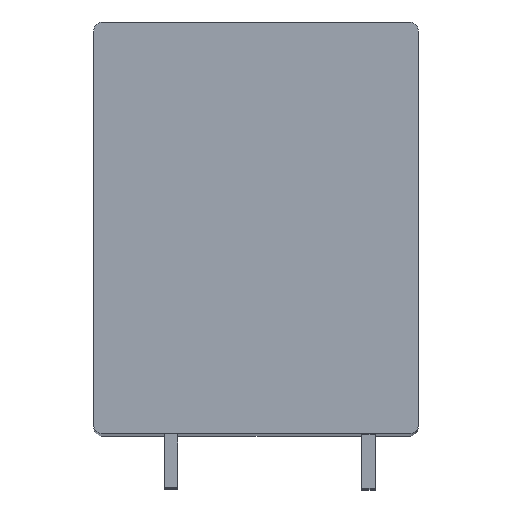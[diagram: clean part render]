
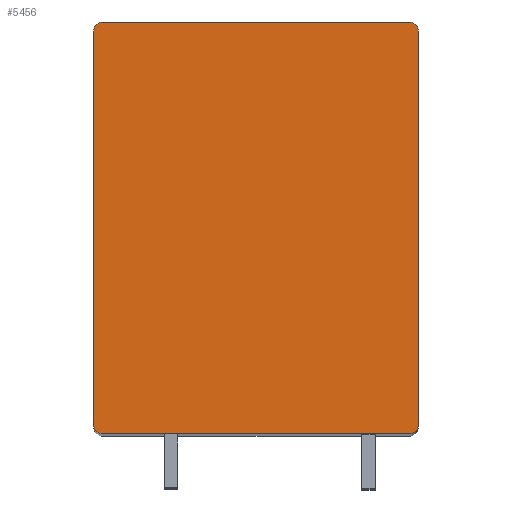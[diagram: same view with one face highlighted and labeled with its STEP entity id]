
A CAD part, top view. The second image highlights one B-rep face of the part: STEP entity #5456.
In plain terms, the highlighted planar face has unit normal (0, 0, 1).
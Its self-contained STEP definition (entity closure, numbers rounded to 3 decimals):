
#541=CARTESIAN_POINT('',(11.65,14.95,5.));
#542=DIRECTION('',(0.,0.,1.));
#543=DIRECTION('',(1.,0.,0.));
#544=AXIS2_PLACEMENT_3D('',#541,#542,#543);
#546=DIRECTION('',(0.,1.,0.));
#547=VECTOR('',#546,29.9);
#548=CARTESIAN_POINT('',(12.35,-14.95,5.));
#549=LINE('',#548,#547);
#550=CARTESIAN_POINT('',(11.65,-14.95,5.));
#551=DIRECTION('',(0.,0.,1.));
#552=DIRECTION('',(0.,-1.,0.));
#553=AXIS2_PLACEMENT_3D('',#550,#551,#552);
#555=DIRECTION('',(1.,0.,0.));
#556=VECTOR('',#555,23.3);
#557=CARTESIAN_POINT('',(-11.65,-15.65,5.));
#558=LINE('',#557,#556);
#559=CARTESIAN_POINT('',(-11.65,-14.95,5.));
#560=DIRECTION('',(0.,0.,1.));
#561=DIRECTION('',(-1.,0.,0.));
#562=AXIS2_PLACEMENT_3D('',#559,#560,#561);
#564=DIRECTION('',(0.,-1.,0.));
#565=VECTOR('',#564,29.9);
#566=CARTESIAN_POINT('',(-12.35,14.95,5.));
#567=LINE('',#566,#565);
#568=CARTESIAN_POINT('',(-11.65,14.95,5.));
#569=DIRECTION('',(0.,0.,1.));
#570=DIRECTION('',(0.,1.,0.));
#571=AXIS2_PLACEMENT_3D('',#568,#569,#570);
#573=DIRECTION('',(-1.,0.,0.));
#574=VECTOR('',#573,23.3);
#575=CARTESIAN_POINT('',(11.65,15.65,5.));
#576=LINE('',#575,#574);
#3929=CARTESIAN_POINT('',(12.35,14.95,5.));
#3930=VERTEX_POINT('',#3929);
#3931=CARTESIAN_POINT('',(11.65,15.65,5.));
#3932=VERTEX_POINT('',#3931);
#3937=CARTESIAN_POINT('',(11.65,-15.65,5.));
#3938=VERTEX_POINT('',#3937);
#3939=CARTESIAN_POINT('',(12.35,-14.95,5.));
#3940=VERTEX_POINT('',#3939);
#3945=CARTESIAN_POINT('',(-12.35,-14.95,5.));
#3946=VERTEX_POINT('',#3945);
#3947=CARTESIAN_POINT('',(-11.65,-15.65,5.));
#3948=VERTEX_POINT('',#3947);
#3953=CARTESIAN_POINT('',(-11.65,15.65,5.));
#3954=CARTESIAN_POINT('',(-12.35,14.95,5.));
#3955=VERTEX_POINT('',#3953);
#3956=VERTEX_POINT('',#3954);
#5440=CARTESIAN_POINT('',(0.,0.,5.));
#5441=DIRECTION('',(0.,0.,1.));
#5442=DIRECTION('',(1.,0.,0.));
#5443=AXIS2_PLACEMENT_3D('',#5440,#5441,#5442);
#5444=PLANE('',#5443);
#5445=ORIENTED_EDGE('',*,*,#5049,.F.);
#5446=ORIENTED_EDGE('',*,*,#5065,.F.);
#5447=ORIENTED_EDGE('',*,*,#5078,.F.);
#5448=ORIENTED_EDGE('',*,*,#5093,.F.);
#5449=ORIENTED_EDGE('',*,*,#5406,.F.);
#5450=ORIENTED_EDGE('',*,*,#5421,.F.);
#5451=ORIENTED_EDGE('',*,*,#5431,.F.);
#5453=ORIENTED_EDGE('',*,*,#5452,.F.);
#5454=EDGE_LOOP('',(#5445,#5446,#5447,#5448,#5449,#5450,#5451,#5453));
#5455=FACE_OUTER_BOUND('',#5454,.F.);
#5456=ADVANCED_FACE('',(#5455),#5444,.T.);
#545=CIRCLE('',#544,0.7);
#554=CIRCLE('',#553,0.7);
#563=CIRCLE('',#562,0.7);
#572=CIRCLE('',#571,0.7);
#5049=EDGE_CURVE('',#3930,#3932,#545,.T.);
#5065=EDGE_CURVE('',#3940,#3930,#549,.T.);
#5078=EDGE_CURVE('',#3938,#3940,#554,.T.);
#5093=EDGE_CURVE('',#3948,#3938,#558,.T.);
#5406=EDGE_CURVE('',#3946,#3948,#563,.T.);
#5421=EDGE_CURVE('',#3956,#3946,#567,.T.);
#5431=EDGE_CURVE('',#3955,#3956,#572,.T.);
#5452=EDGE_CURVE('',#3932,#3955,#576,.T.);
